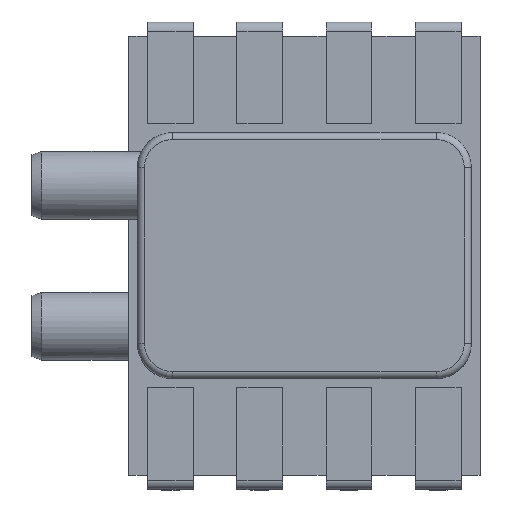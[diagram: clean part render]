
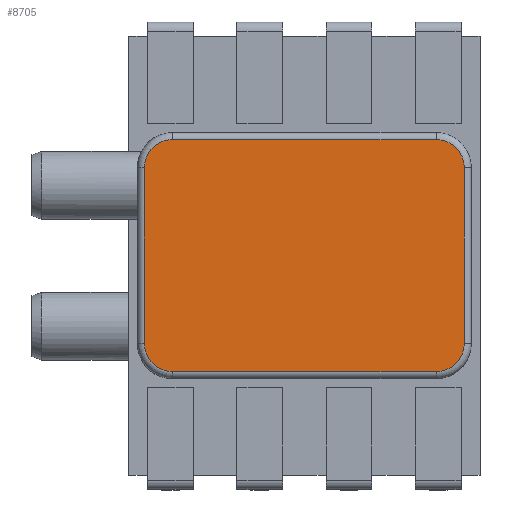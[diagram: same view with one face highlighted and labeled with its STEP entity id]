
A CAD part, top view. The second image highlights one B-rep face of the part: STEP entity #8705.
In plain terms, the highlighted planar face has unit normal (0, 0, 1).
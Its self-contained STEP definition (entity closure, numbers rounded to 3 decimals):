
#7320 = VERTEX_POINT('',#7321);
#7321 = CARTESIAN_POINT('',(8.375,-3.85,7.55));
#7328 = EDGE_CURVE('',#7320,#7329,#7331,.T.);
#7329 = VERTEX_POINT('',#7330);
#7330 = CARTESIAN_POINT('',(8.375,-8.85,7.55));
#7331 = LINE('',#7332,#7333);
#7332 = CARTESIAN_POINT('',(8.375,-3.85,7.55));
#7333 = VECTOR('',#7334,1.);
#7334 = DIRECTION('',(0.,-1.,0.));
#7353 = VERTEX_POINT('',#7354);
#7354 = CARTESIAN_POINT('',(7.575,-9.65,7.55));
#7363 = EDGE_CURVE('',#7329,#7353,#7364,.T.);
#7364 = CIRCLE('',#7365,0.8);
#7365 = AXIS2_PLACEMENT_3D('',#7366,#7367,#7368);
#7366 = CARTESIAN_POINT('',(7.575,-8.85,7.55));
#7367 = DIRECTION('',(0.,0.,-1.));
#7368 = DIRECTION('',(1.,0.,0.));
#7379 = VERTEX_POINT('',#7380);
#7380 = CARTESIAN_POINT('',(7.575,-3.05,7.55));
#7387 = EDGE_CURVE('',#7379,#7320,#7388,.T.);
#7388 = CIRCLE('',#7389,0.8);
#7389 = AXIS2_PLACEMENT_3D('',#7390,#7391,#7392);
#7390 = CARTESIAN_POINT('',(7.575,-3.85,7.55));
#7391 = DIRECTION('',(0.,0.,-1.));
#7392 = DIRECTION('',(1.,0.,0.));
#7405 = VERTEX_POINT('',#7406);
#7406 = CARTESIAN_POINT('',(0.075,-9.65,7.55));
#7415 = EDGE_CURVE('',#7353,#7405,#7416,.T.);
#7416 = LINE('',#7417,#7418);
#7417 = CARTESIAN_POINT('',(7.575,-9.65,7.55));
#7418 = VECTOR('',#7419,1.);
#7419 = DIRECTION('',(-1.,0.,0.));
#7430 = VERTEX_POINT('',#7431);
#7431 = CARTESIAN_POINT('',(0.075,-3.05,7.55));
#7438 = EDGE_CURVE('',#7430,#7379,#7439,.T.);
#7439 = LINE('',#7440,#7441);
#7440 = CARTESIAN_POINT('',(0.075,-3.05,7.55));
#7441 = VECTOR('',#7442,1.);
#7442 = DIRECTION('',(1.,0.,0.));
#7455 = VERTEX_POINT('',#7456);
#7456 = CARTESIAN_POINT('',(-0.725,-8.85,7.55));
#7465 = EDGE_CURVE('',#7405,#7455,#7466,.T.);
#7466 = CIRCLE('',#7467,0.8);
#7467 = AXIS2_PLACEMENT_3D('',#7468,#7469,#7470);
#7468 = CARTESIAN_POINT('',(0.075,-8.85,7.55));
#7469 = DIRECTION('',(0.,0.,-1.));
#7470 = DIRECTION('',(1.,0.,0.));
#7567 = VERTEX_POINT('',#7568);
#7568 = CARTESIAN_POINT('',(-0.725,-3.85,7.55));
#7575 = EDGE_CURVE('',#7567,#7430,#7576,.T.);
#7576 = CIRCLE('',#7577,0.8);
#7577 = AXIS2_PLACEMENT_3D('',#7578,#7579,#7580);
#7578 = CARTESIAN_POINT('',(0.075,-3.85,7.55));
#7579 = DIRECTION('',(0.,0.,-1.));
#7580 = DIRECTION('',(1.,0.,0.));
#7594 = EDGE_CURVE('',#7455,#7567,#7595,.T.);
#7595 = LINE('',#7596,#7597);
#7596 = CARTESIAN_POINT('',(-0.725,-8.85,7.55));
#7597 = VECTOR('',#7598,1.);
#7598 = DIRECTION('',(0.,1.,0.));
#8705 = ADVANCED_FACE('',(#8706),#8716,.F.);
#8706 = FACE_BOUND('',#8707,.T.);
#8707 = EDGE_LOOP('',(#8708,#8709,#8710,#8711,#8712,#8713,#8714,#8715));
#8708 = ORIENTED_EDGE('',*,*,#7415,.F.);
#8709 = ORIENTED_EDGE('',*,*,#7363,.F.);
#8710 = ORIENTED_EDGE('',*,*,#7328,.F.);
#8711 = ORIENTED_EDGE('',*,*,#7387,.F.);
#8712 = ORIENTED_EDGE('',*,*,#7438,.F.);
#8713 = ORIENTED_EDGE('',*,*,#7575,.F.);
#8714 = ORIENTED_EDGE('',*,*,#7594,.F.);
#8715 = ORIENTED_EDGE('',*,*,#7465,.F.);
#8716 = PLANE('',#8717);
#8717 = AXIS2_PLACEMENT_3D('',#8718,#8719,#8720);
#8718 = CARTESIAN_POINT('',(3.825,-6.35,7.55));
#8719 = DIRECTION('',(0.,0.,-1.));
#8720 = DIRECTION('',(1.,0.,0.));
